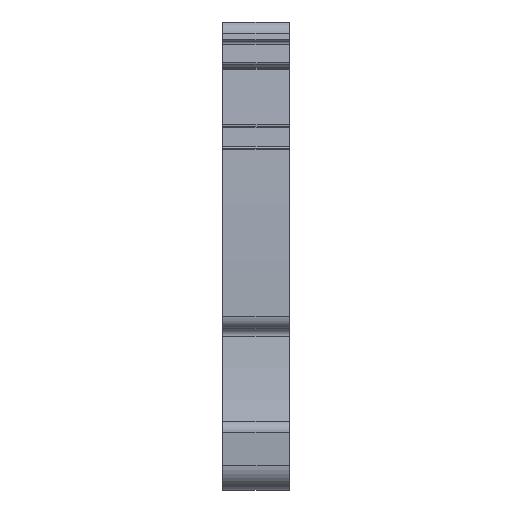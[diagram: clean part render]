
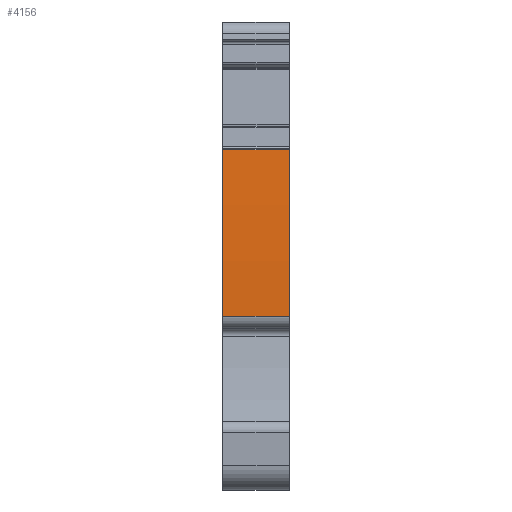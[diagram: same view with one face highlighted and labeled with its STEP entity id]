
A CAD part, front view. The second image highlights one B-rep face of the part: STEP entity #4156.
In plain terms, the highlighted cylindrical face has radius 154.9 mm (diameter 309.8 mm), a partial arc.
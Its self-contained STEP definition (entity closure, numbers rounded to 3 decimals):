
#2137=AXIS2_PLACEMENT_3D('Circle Axis2P3D',#2135,#2136,$) ;
#2144=AXIS2_PLACEMENT_3D('Circle Axis2P3D',#2142,#2143,$) ;
#3277=AXIS2_PLACEMENT_3D('Cylinder Axis2P3D',#3274,#3275,#3276) ;
#4138=AXIS2_PLACEMENT_3D('Circle Axis2P3D',#4136,#4137,$) ;
#4145=AXIS2_PLACEMENT_3D('Circle Axis2P3D',#4143,#4144,$) ;
#2132=CARTESIAN_POINT('Vertex',(0.,1.529,13.427)) ;
#2135=CARTESIAN_POINT('Axis2P3D Location',(0.,156.391,17.05)) ;
#2139=CARTESIAN_POINT('Vertex',(0.,1.528,13.45)) ;
#2142=CARTESIAN_POINT('Axis2P3D Location',(0.,156.387,17.05)) ;
#2146=CARTESIAN_POINT('Vertex',(0.,1.761,26.266)) ;
#3274=CARTESIAN_POINT('Axis2P3D Location',(2.55,156.387,17.05)) ;
#4113=CARTESIAN_POINT('Vertex',(5.1,1.761,26.266)) ;
#4116=CARTESIAN_POINT('Line Origine',(2.55,1.761,26.266)) ;
#4129=CARTESIAN_POINT('Line Origine',(2.55,1.529,13.427)) ;
#4133=CARTESIAN_POINT('Vertex',(5.1,1.529,13.427)) ;
#4136=CARTESIAN_POINT('Axis2P3D Location',(5.1,156.387,17.05)) ;
#4140=CARTESIAN_POINT('Vertex',(5.1,1.528,13.45)) ;
#4143=CARTESIAN_POINT('Axis2P3D Location',(5.1,156.387,17.05)) ;
#2136=DIRECTION('Axis2P3D Direction',(1.,0.,0.)) ;
#2143=DIRECTION('Axis2P3D Direction',(1.,0.,0.)) ;
#3275=DIRECTION('Axis2P3D Direction',(1.,0.,0.)) ;
#3276=DIRECTION('Axis2P3D XDirection',(0.,-0.993,0.118)) ;
#4117=DIRECTION('Vector Direction',(1.,0.,0.)) ;
#4130=DIRECTION('Vector Direction',(1.,0.,0.)) ;
#4137=DIRECTION('Axis2P3D Direction',(1.,0.,0.)) ;
#4144=DIRECTION('Axis2P3D Direction',(1.,0.,0.)) ;
#4118=VECTOR('Line Direction',#4117,1.) ;
#4131=VECTOR('Line Direction',#4130,1.) ;
#4149=ORIENTED_EDGE('',*,*,#2148,.T.) ;
#4150=ORIENTED_EDGE('',*,*,#2141,.T.) ;
#4151=ORIENTED_EDGE('',*,*,#4135,.T.) ;
#4152=ORIENTED_EDGE('',*,*,#4142,.F.) ;
#4153=ORIENTED_EDGE('',*,*,#4147,.F.) ;
#4154=ORIENTED_EDGE('',*,*,#4120,.T.) ;
#4156=ADVANCED_FACE('MLD',(#4155),#3278,.T.) ;
#2138=CIRCLE('generated circle',#2137,154.905) ;
#2145=CIRCLE('generated circle',#2144,154.9) ;
#4139=CIRCLE('generated circle',#4138,154.9) ;
#4146=CIRCLE('generated circle',#4145,154.9) ;
#3278=CYLINDRICAL_SURFACE('generated cylinder',#3277,154.9) ;
#2141=EDGE_CURVE('',#2140,#2133,#2138,.T.) ;
#2148=EDGE_CURVE('',#2147,#2140,#2145,.T.) ;
#4120=EDGE_CURVE('',#4114,#2147,#4119,.F.) ;
#4135=EDGE_CURVE('',#2133,#4134,#4132,.T.) ;
#4142=EDGE_CURVE('',#4141,#4134,#4139,.T.) ;
#4147=EDGE_CURVE('',#4114,#4141,#4146,.T.) ;
#4148=EDGE_LOOP('',(#4149,#4150,#4151,#4152,#4153,#4154)) ;
#4155=FACE_OUTER_BOUND('',#4148,.T.) ;
#4119=LINE('Line',#4116,#4118) ;
#4132=LINE('Line',#4129,#4131) ;
#2133=VERTEX_POINT('',#2132) ;
#2140=VERTEX_POINT('',#2139) ;
#2147=VERTEX_POINT('',#2146) ;
#4114=VERTEX_POINT('',#4113) ;
#4134=VERTEX_POINT('',#4133) ;
#4141=VERTEX_POINT('',#4140) ;
